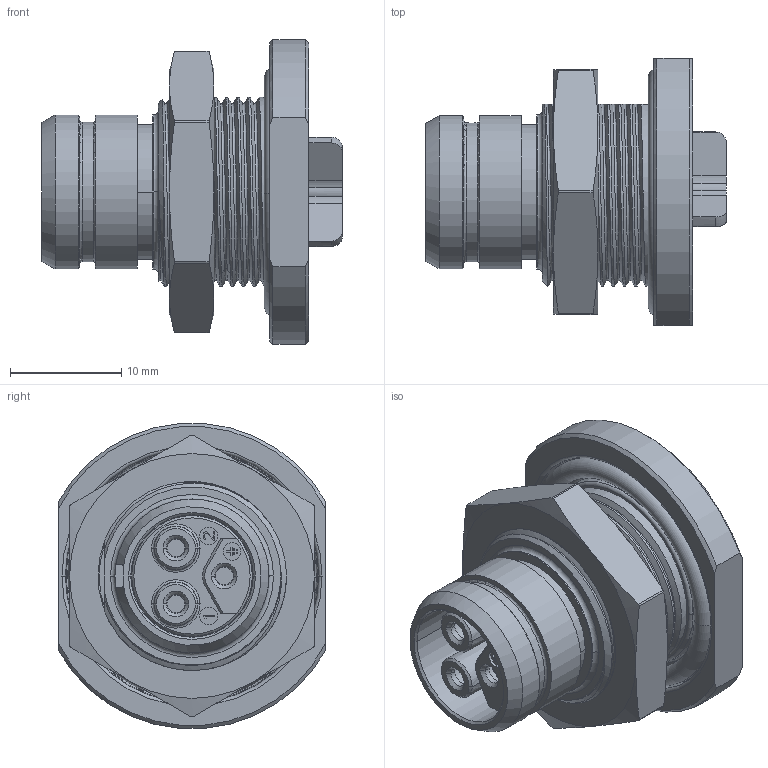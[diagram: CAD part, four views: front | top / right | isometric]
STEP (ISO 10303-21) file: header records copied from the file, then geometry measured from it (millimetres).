
FILE_DESCRIPTION((''),'2;1');
FILE_NAME('1331EV193FS','2024-07-17T13:57:45',('paultorloting'),('NET AG system integration'),'CREO PARAMETRIC BY PTC INC, 2021404','CREO PARAMETRIC BY PTC INC, 2021404','');
FILE_SCHEMA(('AUTOMOTIVE_DESIGN { 1 0 10303 214 1 1 1 1 }'));
Length unit declared in the file: millimetre
Products named in the file (1): 1331EV193FS
Bounding box: 27.05 x 24 x 27.41 mm (x, y, z)
Volume: 4961.5 mm3; surface area: 7271.3 mm2
Topology: 1 solids, 4 shells, 816 faces, 2085 edges, 1337 vertices
Faces by surface type: plane 357, cylinder 213, cone 130, torus 68, bspline 48
Entity records: 36679 total; most frequent: CARTESIAN_POINT 14016, ORIENTED_EDGE 4162, DIRECTION 3902, EDGE_CURVE 2081, AXIS2_PLACEMENT_3D 1444, VERTEX_POINT 1337, VECTOR 1011, LINE 1011
